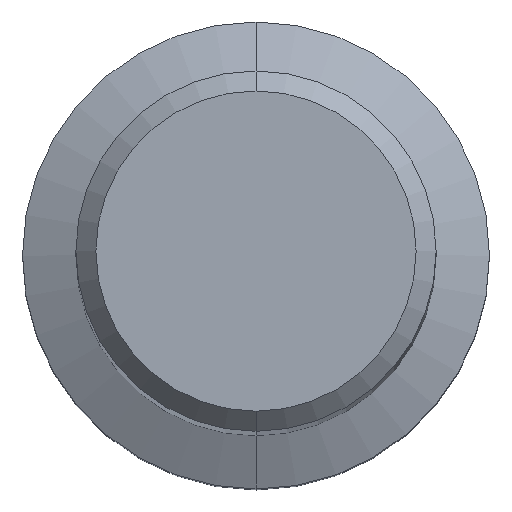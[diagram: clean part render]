
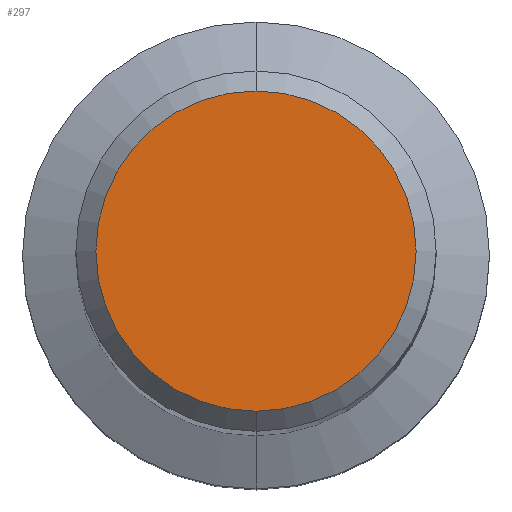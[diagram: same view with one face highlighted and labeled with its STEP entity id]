
A CAD part, top view. The second image highlights one B-rep face of the part: STEP entity #297.
In plain terms, the highlighted planar face has unit normal (0, 0, 1).
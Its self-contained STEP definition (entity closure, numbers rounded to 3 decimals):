
#249=EDGE_CURVE('',#315,#349,#607,.T.);
#297=ADVANCED_FACE('',(#661),#662,.T.);
#315=VERTEX_POINT('',#681);
#349=VERTEX_POINT('',#719);
#455=EDGE_CURVE('',#349,#315,#840,.T.);
#607=CIRCLE('',#1069,4.8);
#661=FACE_OUTER_BOUND('',#1162,.T.);
#662=PLANE('',#1163);
#681=CARTESIAN_POINT('',(0.0,4.8,0.0));
#719=CARTESIAN_POINT('',(0.,-4.8,0.0));
#840=CIRCLE('',#1482,4.8);
#1069=AXIS2_PLACEMENT_3D('',#1719,#1720,#1721);
#1162=EDGE_LOOP('',(#1782,#1783));
#1163=AXIS2_PLACEMENT_3D('',#1784,#1785,#1786);
#1482=AXIS2_PLACEMENT_3D('',#2011,#2012,#2013);
#1719=CARTESIAN_POINT('',(0.0,0.0,0.0));
#1720=DIRECTION('',(0.0,0.0,-1.0));
#1721=DIRECTION('',(0.0,1.0,0.0));
#1782=ORIENTED_EDGE('',*,*,#249,.F.);
#1783=ORIENTED_EDGE('',*,*,#455,.F.);
#1784=CARTESIAN_POINT('',(0.0,2.4,0.0));
#1785=DIRECTION('',(-0.0,0.0,1.0));
#1786=DIRECTION('',(0.0,-1.0,0.0));
#2011=CARTESIAN_POINT('',(0.0,0.0,0.0));
#2012=DIRECTION('',(0.0,0.0,-1.0));
#2013=DIRECTION('',(0.0,1.0,0.0));
